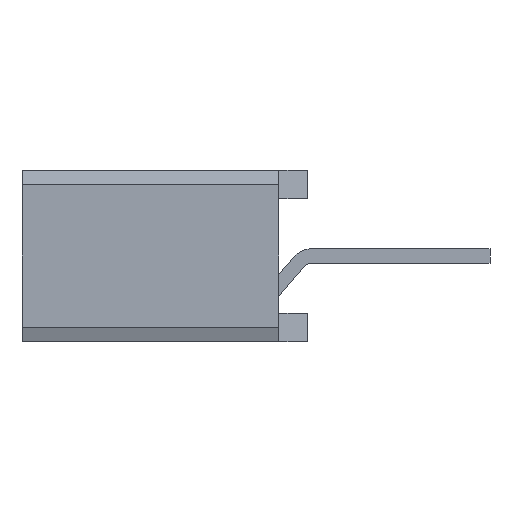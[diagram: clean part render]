
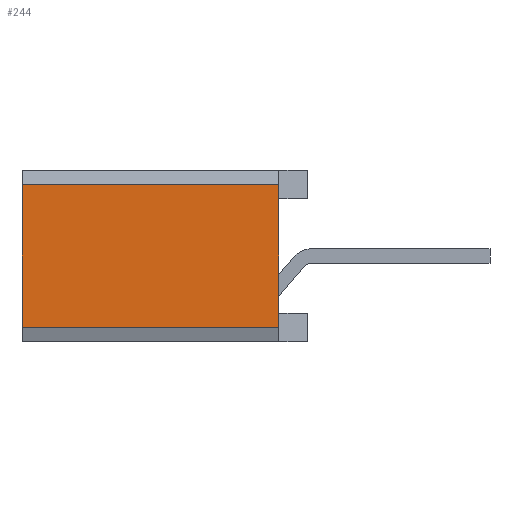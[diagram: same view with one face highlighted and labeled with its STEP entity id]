
A CAD part, left-side view. The second image highlights one B-rep face of the part: STEP entity #244.
In plain terms, the highlighted planar face has unit normal (-1, 0, 0).
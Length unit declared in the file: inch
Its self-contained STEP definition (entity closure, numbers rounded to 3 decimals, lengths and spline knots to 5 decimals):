
#244 = ADVANCED_FACE( '', ( #496 ), #497, .F. );
#496 = FACE_OUTER_BOUND( '', #762, .T. );
#497 = PLANE( '', #763 );
#762 = EDGE_LOOP( '', ( #1340, #1341, #1342, #1343 ) );
#763 = AXIS2_PLACEMENT_3D( '', #1344, #1345, #1346 );
#1340 = ORIENTED_EDGE( '', *, *, #1708, .T. );
#1341 = ORIENTED_EDGE( '', *, *, #1651, .T. );
#1342 = ORIENTED_EDGE( '', *, *, #1867, .T. );
#1343 = ORIENTED_EDGE( '', *, *, #1746, .F. );
#1344 = CARTESIAN_POINT( '', ( -0.1, 0.2, -0.06 ) );
#1345 = DIRECTION( '', ( 1., 0., 0. ) );
#1346 = DIRECTION( '', ( 0., 0., -1. ) );
#1651 = EDGE_CURVE( '', #1971, #1969, #1972, .T. );
#1708 = EDGE_CURVE( '', #2071, #1971, #2072, .T. );
#1746 = EDGE_CURVE( '', #2071, #2132, #2133, .T. );
#1867 = EDGE_CURVE( '', #1969, #2132, #2303, .T. );
#1969 = VERTEX_POINT( '', #2429 );
#1971 = VERTEX_POINT( '', #2432 );
#1972 = LINE( '', #2433, #2434 );
#2071 = VERTEX_POINT( '', #2580 );
#2072 = LINE( '', #2581, #2582 );
#2132 = VERTEX_POINT( '', #2668 );
#2133 = LINE( '', #2669, #2670 );
#2303 = LINE( '', #2927, #2928 );
#2429 = CARTESIAN_POINT( '', ( -0.1, 0.02, 0.05 ) );
#2432 = CARTESIAN_POINT( '', ( -0.1, 0.02, -0.05 ) );
#2433 = CARTESIAN_POINT( '', ( -0.1, 0.02, -0.04 ) );
#2434 = VECTOR( '', #3043, 39.37008 );
#2580 = CARTESIAN_POINT( '', ( -0.1, 0.2, -0.05 ) );
#2581 = CARTESIAN_POINT( '', ( -0.1, 0.2, -0.05 ) );
#2582 = VECTOR( '', #3094, 39.37008 );
#2668 = CARTESIAN_POINT( '', ( -0.1, 0.2, 0.05 ) );
#2669 = CARTESIAN_POINT( '', ( -0.1, 0.2, -0.06 ) );
#2670 = VECTOR( '', #3130, 39.37008 );
#2927 = CARTESIAN_POINT( '', ( -0.1, 0.2, 0.05 ) );
#2928 = VECTOR( '', #3224, 39.37008 );
#3043 = DIRECTION( '', ( 0., 0., 1. ) );
#3094 = DIRECTION( '', ( 0., -1., 0. ) );
#3130 = DIRECTION( '', ( 0., 0., 1. ) );
#3224 = DIRECTION( '', ( 0., 1., 0. ) );
